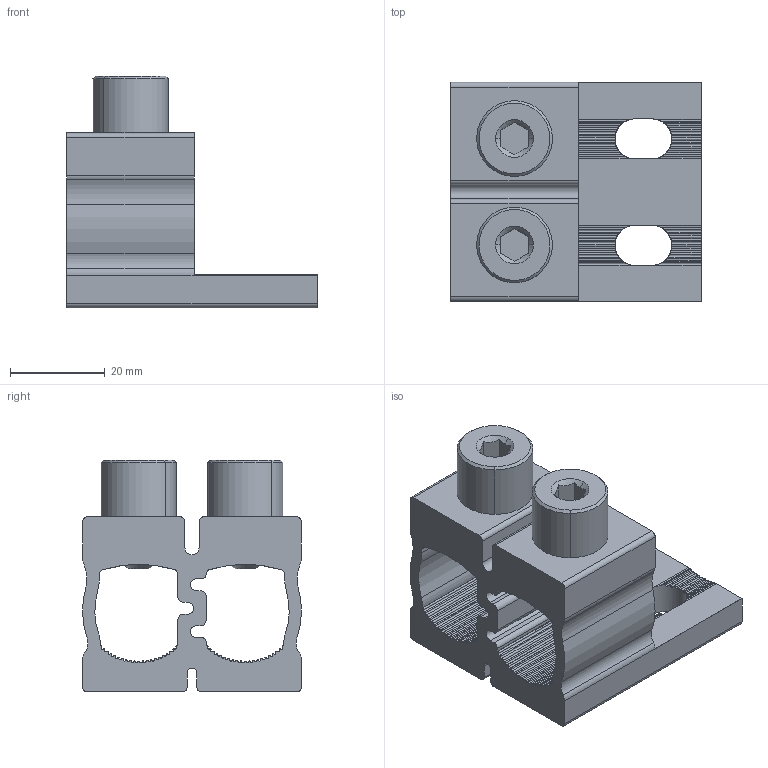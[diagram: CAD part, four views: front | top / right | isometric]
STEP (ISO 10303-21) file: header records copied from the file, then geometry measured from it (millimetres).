
FILE_DESCRIPTION(('Creo Elements/Direct Modeling STEP Export'),'2;1');
FILE_NAME('VC02-0151_OT_2x150_2xM8.stp','2025-08-19T11:17:26',(''),(''),'Creo Elements/Direct Modeling STEP processor for AP214 (Solid Model)','Creo Elements/Direct Modeling 20.6A 14-Oct-2023 (C) Parametric Technology GmbH','');
FILE_SCHEMA(('AUTOMOTIVE_DESIGN { 1 0 10303 214 1 1 1 1 }'));
Length unit declared in the file: millimetre
Products named in the file (1): VC02-0151_OT_2x150_2xM8
Bounding box: 53 x 46.3 x 49 mm (x, y, z)
Volume: 37519.6 mm3; surface area: 16347.1 mm2
Topology: 1 solids, 1 shells, 253 faces, 745 edges, 496 vertices
Faces by surface type: cylinder 173, plane 68, cone 12
Entity records: 9525 total; most frequent: CARTESIAN_POINT 3069, ORIENTED_EDGE 1490, DIRECTION 1231, EDGE_CURVE 745, VERTEX_POINT 496, AXIS2_PLACEMENT_3D 476, CIRCLE 286, VECTOR 279
